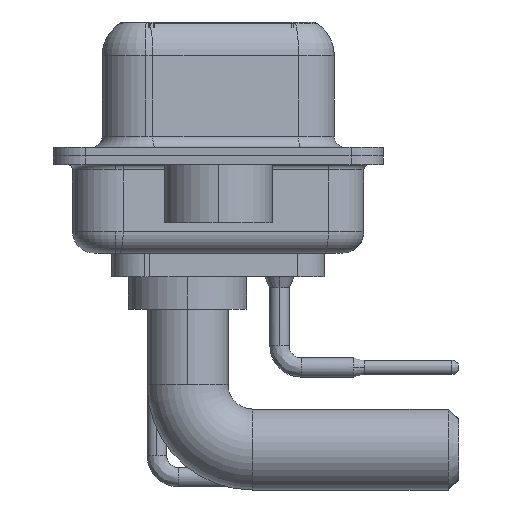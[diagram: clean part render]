
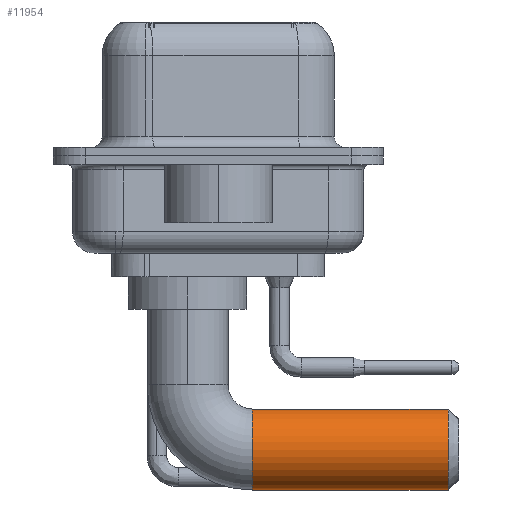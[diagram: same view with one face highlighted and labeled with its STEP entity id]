
A CAD part, left-side view. The second image highlights one B-rep face of the part: STEP entity #11954.
In plain terms, the highlighted cylindrical face has radius 1.875 mm (diameter 3.75 mm), a partial arc.
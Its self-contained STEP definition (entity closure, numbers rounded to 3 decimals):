
#383 = CARTESIAN_POINT ( 'NONE',  ( 0., -3., -8.375 ) ) ;
#392 = DIRECTION ( 'NONE',  ( -1., 0., 0. ) ) ;
#1151 = DIRECTION ( 'NONE',  ( 0., 1., 0. ) ) ;
#1186 = CARTESIAN_POINT ( 'NONE',  ( 0., -3., -8.375 ) ) ;
#2775 = CARTESIAN_POINT ( 'NONE',  ( 0., -12.07, -4.625 ) ) ;
#3293 = VECTOR ( 'NONE', #7989, 1000. ) ;
#3545 = DIRECTION ( 'NONE',  ( 0., -1., 0. ) ) ;
#4056 = EDGE_CURVE ( 'NONE', #16046, #24092, #23438, .T. ) ;
#6339 = EDGE_LOOP ( 'NONE', ( #22187, #26212, #29635, #22522 ) ) ;
#7053 = EDGE_CURVE ( 'NONE', #24092, #23724, #27893, .T. ) ;
#7492 = DIRECTION ( 'NONE',  ( 0., -1., 0. ) ) ;
#7989 = DIRECTION ( 'NONE',  ( 0., -1., 0. ) ) ;
#8353 = DIRECTION ( 'NONE',  ( 0., 0., -1. ) ) ;
#9321 = CARTESIAN_POINT ( 'NONE',  ( 0., -12.07, -8.375 ) ) ;
#10502 = CARTESIAN_POINT ( 'NONE',  ( 0., -3., -6.5 ) ) ;
#11954 = ADVANCED_FACE ( 'NONE', ( #22984 ), #23633, .T. ) ;
#15228 = CARTESIAN_POINT ( 'NONE',  ( 0., -3., -6.5 ) ) ;
#15465 = LINE ( 'NONE', #23021, #29561 ) ;
#16046 = VERTEX_POINT ( 'NONE', #25316 ) ;
#16803 = DIRECTION ( 'NONE',  ( 0., 0., -1. ) ) ;
#18231 = EDGE_CURVE ( 'NONE', #23724, #28630, #29352, .T. ) ;
#18247 = DIRECTION ( 'NONE',  ( 0., -1., 0. ) ) ;
#19282 = CARTESIAN_POINT ( 'NONE',  ( 0., -12.07, -6.5 ) ) ;
#21353 = AXIS2_PLACEMENT_3D ( 'NONE', #15228, #7492, #392 ) ;
#22187 = ORIENTED_EDGE ( 'NONE', *, *, #28619, .F. ) ;
#22522 = ORIENTED_EDGE ( 'NONE', *, *, #18231, .T. ) ;
#22984 = FACE_OUTER_BOUND ( 'NONE', #6339, .T. ) ;
#23021 = CARTESIAN_POINT ( 'NONE',  ( 0., -3., -4.625 ) ) ;
#23438 = CIRCLE ( 'NONE', #21353, 1.875 ) ;
#23633 = CYLINDRICAL_SURFACE ( 'NONE', #32438, 1.875 ) ;
#23724 = VERTEX_POINT ( 'NONE', #9321 ) ;
#24092 = VERTEX_POINT ( 'NONE', #1186 ) ;
#25316 = CARTESIAN_POINT ( 'NONE',  ( 0., -3., -4.625 ) ) ;
#26212 = ORIENTED_EDGE ( 'NONE', *, *, #4056, .T. ) ;
#27893 = LINE ( 'NONE', #383, #3293 ) ;
#28619 = EDGE_CURVE ( 'NONE', #16046, #28630, #15465, .T. ) ;
#28630 = VERTEX_POINT ( 'NONE', #2775 ) ;
#28808 = AXIS2_PLACEMENT_3D ( 'NONE', #19282, #1151, #16803 ) ;
#29352 = CIRCLE ( 'NONE', #28808, 1.875 ) ;
#29561 = VECTOR ( 'NONE', #18247, 1000. ) ;
#29635 = ORIENTED_EDGE ( 'NONE', *, *, #7053, .T. ) ;
#32438 = AXIS2_PLACEMENT_3D ( 'NONE', #10502, #3545, #8353 ) ;
